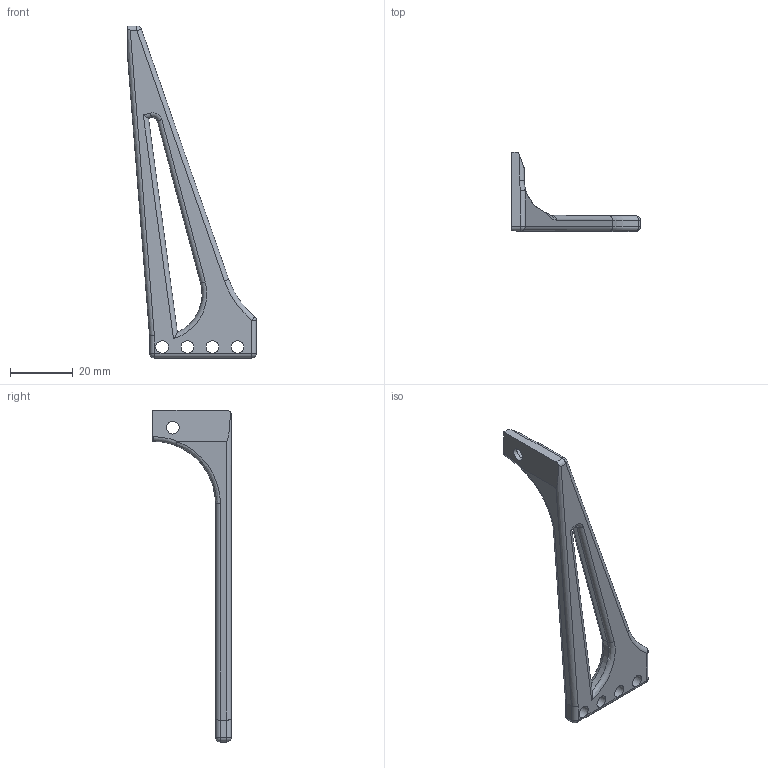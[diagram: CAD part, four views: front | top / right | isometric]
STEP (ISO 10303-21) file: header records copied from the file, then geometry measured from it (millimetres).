
FILE_DESCRIPTION(/* description */ ('STEP AP242','CAx-IF Rec.Pracs.---Representation and Presentation of Product Manufacturing Information (PMI)---4.0---2014-10-13','CAx-IF Rec.Pracs.---3D Tessellated Geometry---0.4---2014-09-14','2;1'),/* implementation_level */ '2;1');
FILE_NAME(/* name */ '6691a004a4451f5fe6040c19',/* time_stamp */ '2024-07-12T21:28:36Z',/* author */ (''),/* organization */ (''),/* preprocessor_version */ 'ST-DEVELOPER v20',/* originating_system */ ' ',/* authorisation */ ' ');
FILE_SCHEMA (('AP242_MANAGED_MODEL_BASED_3D_ENGINEERING_MIM_LF { 1 0 10303 442 1 1 4 }'));
Length unit declared in the file: metre
Products named in the file (1): slide reinforcement
Bounding box: 41 x 25 x 105.73 mm (x, y, z)
Volume: 8875.8 mm3; surface area: 5593.8 mm2
Topology: 1 solids, 1 shells, 77 faces, 199 edges, 110 vertices
Faces by surface type: cylinder 32, plane 25, torus 8, sphere 7, bspline 5
Full cylindrical faces by diameter (mm): 4 x5
Entity records: 2363 total; most frequent: CARTESIAN_POINT 499, DIRECTION 403, ORIENTED_EDGE 378, EDGE_CURVE 189, AXIS2_PLACEMENT_3D 153, VERTEX_POINT 110, LINE 97, VECTOR 97
